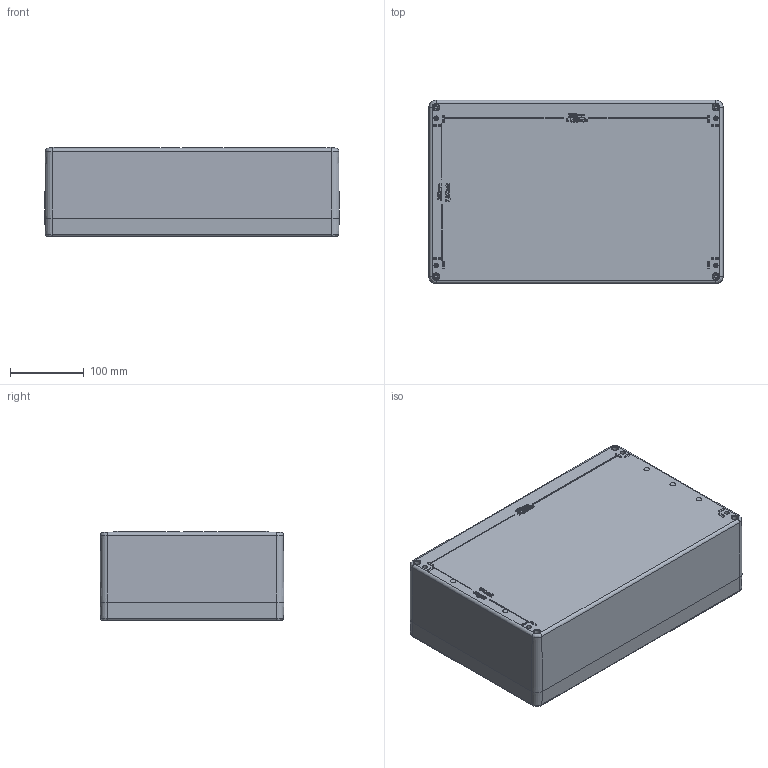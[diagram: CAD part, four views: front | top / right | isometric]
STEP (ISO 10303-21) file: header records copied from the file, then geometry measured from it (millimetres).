
FILE_DESCRIPTION (( 'STEP AP214' ), '1' );
FILE_NAME ('DU10165W.STEP', '2019-07-09T18:59:37', ( '' ), ( '' ), 'SwSTEP 2.0', 'SolidWorks 2018', '' );
FILE_SCHEMA (( 'AUTOMOTIVE_DESIGN' ));
Length unit declared in the file: inch
Products named in the file (1): DU10165W
Bounding box: 400 x 250 x 121 mm (x, y, z)
Volume: 2137496.9 mm3; surface area: 755944.4 mm2
Topology: 17 solids, 17 shells, 1274 faces, 3186 edges, 2051 vertices
Faces by surface type: plane 623, bspline 307, cylinder 170, cone 162, torus 12
Full cylindrical faces by diameter (mm): 4.917 x10, 5.2 x4, 5.4 x4, 6 x10, 7 x4, 7.4 x10, 8 x4, 9.5 x4
Entity records: 58333 total; most frequent: CARTESIAN_POINT 14169, ORIENTED_EDGE 5930, DIRECTION 4727, EDGE_CURVE 2965, VERTEX_POINT 1994, LINE 1631, VECTOR 1631, EDGE_LOOP 1561
